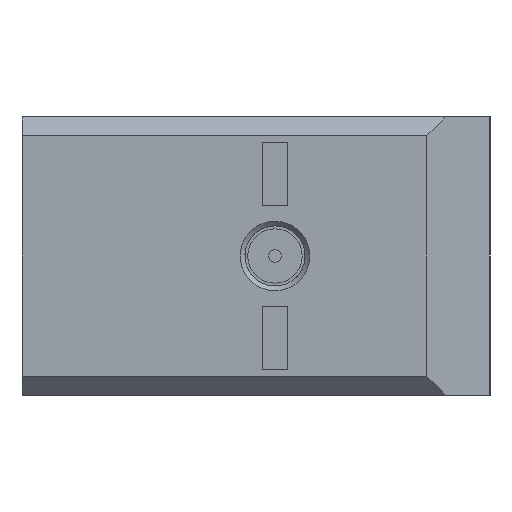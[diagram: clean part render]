
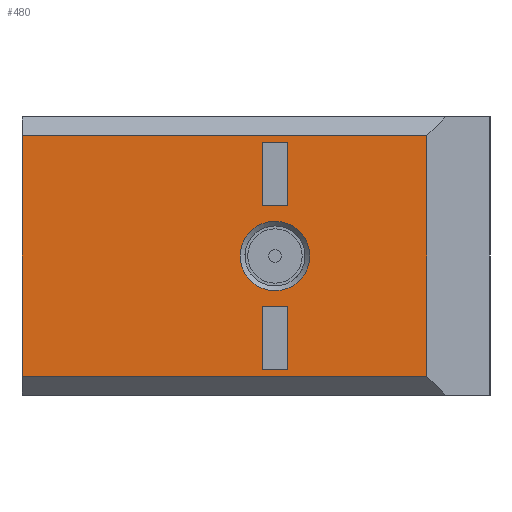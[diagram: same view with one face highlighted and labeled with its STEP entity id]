
A CAD part, left-side view. The second image highlights one B-rep face of the part: STEP entity #480.
In plain terms, the highlighted planar face has unit normal (-1, 0, 0).
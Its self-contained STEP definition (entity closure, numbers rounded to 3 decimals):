
#480=ADVANCED_FACE('',(#5030,#5032,#5034,#5036),#5038,.F.);
#5030=FACE_BOUND('',#5031,.T.);
#5031=EDGE_LOOP('',(#12201,#12202,#12203,#12204));
#5032=FACE_BOUND('',#5033,.T.);
#5033=EDGE_LOOP('',(#12205));
#5034=FACE_BOUND('',#5035,.T.);
#5035=EDGE_LOOP('',(#12206,#12207,#12208,#12209));
#5036=FACE_BOUND('',#5037,.T.);
#5037=EDGE_LOOP('',(#12210,#12211,#12212,#12213));
#5038=PLANE('',#5039);
#5039=AXIS2_PLACEMENT_3D('',#5040,#5041,#5042);
#5040=CARTESIAN_POINT('',(-11.5,-3.701,1.85));
#5041=DIRECTION('',(1.,0.,-0.));
#5042=DIRECTION('',(-0.,0.,-1.));
#12201=ORIENTED_EDGE('',*,*,#14354,.T.);
#12202=ORIENTED_EDGE('',*,*,#14734,.T.);
#12203=ORIENTED_EDGE('',*,*,#14735,.T.);
#12204=ORIENTED_EDGE('',*,*,#14736,.T.);
#12205=ORIENTED_EDGE('',*,*,#14304,.F.);
#12206=ORIENTED_EDGE('',*,*,#14701,.F.);
#12207=ORIENTED_EDGE('',*,*,#14737,.F.);
#12208=ORIENTED_EDGE('',*,*,#14717,.T.);
#12209=ORIENTED_EDGE('',*,*,#14738,.T.);
#12210=ORIENTED_EDGE('',*,*,#14739,.F.);
#12211=ORIENTED_EDGE('',*,*,#14696,.T.);
#12212=ORIENTED_EDGE('',*,*,#14740,.T.);
#12213=ORIENTED_EDGE('',*,*,#14713,.F.);
#14304=EDGE_CURVE('',#15617,#15617,#15618,.T.);
#14354=EDGE_CURVE('',#15710,#15708,#15711,.T.);
#14696=EDGE_CURVE('',#16388,#16390,#16392,.T.);
#14701=EDGE_CURVE('',#16398,#16400,#16401,.T.);
#14713=EDGE_CURVE('',#16418,#16420,#16421,.T.);
#14717=EDGE_CURVE('',#16423,#16425,#16427,.T.);
#14734=EDGE_CURVE('',#15708,#16456,#16457,.T.);
#14735=EDGE_CURVE('',#16456,#16458,#16459,.T.);
#14736=EDGE_CURVE('',#16458,#15710,#16460,.T.);
#14737=EDGE_CURVE('',#16423,#16398,#16461,.T.);
#14738=EDGE_CURVE('',#16425,#16400,#16462,.T.);
#14739=EDGE_CURVE('',#16388,#16418,#16463,.T.);
#14740=EDGE_CURVE('',#16390,#16420,#16464,.T.);
#15617=VERTEX_POINT('',#18038);
#15618=CIRCLE('',#18039,0.55);
#15708=VERTEX_POINT('',#18251);
#15710=VERTEX_POINT('',#18255);
#15711=LINE('',#18256,#18257);
#16388=VERTEX_POINT('',#23177);
#16390=VERTEX_POINT('',#23181);
#16392=LINE('',#23185,#23186);
#16398=VERTEX_POINT('',#23199);
#16400=VERTEX_POINT('',#23203);
#16401=LINE('',#23204,#23205);
#16418=VERTEX_POINT('',#23243);
#16420=VERTEX_POINT('',#23247);
#16421=LINE('',#23248,#23249);
#16423=VERTEX_POINT('',#23254);
#16425=VERTEX_POINT('',#23258);
#16427=LINE('',#23262,#23263);
#16456=VERTEX_POINT('',#23329);
#16457=LINE('',#23330,#23331);
#16458=VERTEX_POINT('',#23333);
#16459=LINE('',#23334,#23335);
#16460=LINE('',#23337,#23338);
#16461=LINE('',#23340,#23341);
#16462=LINE('',#23343,#23344);
#16463=LINE('',#23346,#23347);
#16464=LINE('',#23349,#23350);
#18038=CARTESIAN_POINT('',(-11.5,-0.3,0.6));
#18039=AXIS2_PLACEMENT_3D('',#18040,#18041,#18042);
#18040=CARTESIAN_POINT('',(-11.5,-0.3,0.05));
#18041=DIRECTION('',(-1.,-0.,0.));
#18042=DIRECTION('',(0.,0.,-1.));
#18251=CARTESIAN_POINT('',(-11.5,3.7,-1.85));
#18255=CARTESIAN_POINT('',(-11.5,3.7,1.95));
#18256=CARTESIAN_POINT('',(-11.5,3.7,1.95));
#18257=VECTOR('',#18258,1.);
#18258=DIRECTION('',(0.,0.,-1.));
#23177=CARTESIAN_POINT('',(-11.5,-0.5,-1.75));
#23181=CARTESIAN_POINT('',(-11.5,-0.1,-1.75));
#23185=CARTESIAN_POINT('',(-11.5,-0.5,-1.75));
#23186=VECTOR('',#23187,1.);
#23187=DIRECTION('',(0.,1.,0.));
#23199=CARTESIAN_POINT('',(-11.5,-0.5,1.85));
#23203=CARTESIAN_POINT('',(-11.5,-0.1,1.85));
#23204=CARTESIAN_POINT('',(-11.5,-0.5,1.85));
#23205=VECTOR('',#23206,1.);
#23206=DIRECTION('',(0.,1.,0.));
#23243=CARTESIAN_POINT('',(-11.5,-0.5,-0.75));
#23247=CARTESIAN_POINT('',(-11.5,-0.1,-0.75));
#23248=CARTESIAN_POINT('',(-11.5,-0.5,-0.75));
#23249=VECTOR('',#23250,1.);
#23250=DIRECTION('',(0.,1.,0.));
#23254=CARTESIAN_POINT('',(-11.5,-0.5,0.85));
#23258=CARTESIAN_POINT('',(-11.5,-0.1,0.85));
#23262=CARTESIAN_POINT('',(-11.5,-0.5,0.85));
#23263=VECTOR('',#23264,1.);
#23264=DIRECTION('',(0.,1.,0.));
#23329=CARTESIAN_POINT('',(-11.5,-2.7,-1.85));
#23330=CARTESIAN_POINT('',(-11.5,3.7,-1.85));
#23331=VECTOR('',#23332,1.);
#23332=DIRECTION('',(0.,-1.,0.));
#23333=CARTESIAN_POINT('',(-11.5,-2.7,1.95));
#23334=CARTESIAN_POINT('',(-11.5,-2.7,-1.85));
#23335=VECTOR('',#23336,1.);
#23336=DIRECTION('',(0.,0.,1.));
#23337=CARTESIAN_POINT('',(-11.5,-2.7,1.95));
#23338=VECTOR('',#23339,1.);
#23339=DIRECTION('',(0.,1.,0.));
#23340=CARTESIAN_POINT('',(-11.5,-0.5,0.85));
#23341=VECTOR('',#23342,1.);
#23342=DIRECTION('',(0.,0.,1.));
#23343=CARTESIAN_POINT('',(-11.5,-0.1,0.85));
#23344=VECTOR('',#23345,1.);
#23345=DIRECTION('',(0.,0.,1.));
#23346=CARTESIAN_POINT('',(-11.5,-0.5,-1.75));
#23347=VECTOR('',#23348,1.);
#23348=DIRECTION('',(0.,0.,1.));
#23349=CARTESIAN_POINT('',(-11.5,-0.1,-1.75));
#23350=VECTOR('',#23351,1.);
#23351=DIRECTION('',(0.,0.,1.));
